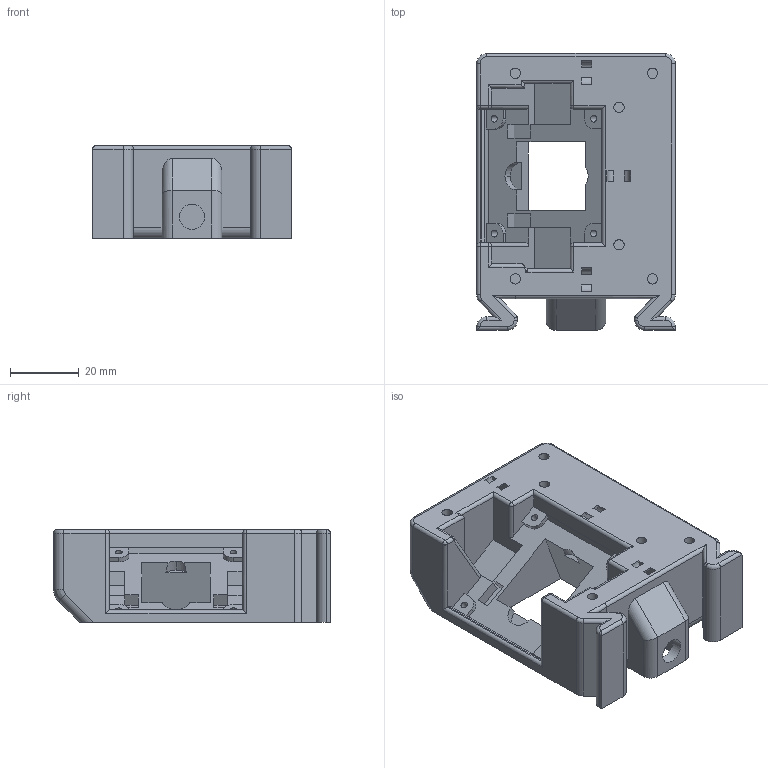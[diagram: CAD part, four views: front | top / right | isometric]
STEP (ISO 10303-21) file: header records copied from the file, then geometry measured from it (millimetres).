
FILE_DESCRIPTION(/* description */ (''),/* implementation_level */ '2;1');
FILE_NAME(/* name */ 'Camera Mount R2v2.step',/* time_stamp */ '2023-12-14T15:21:39-07:00',/* author */ (''),/* organization */ (''),/* preprocessor_version */ 'ST-DEVELOPER v20',/* originating_system */ 'Autodesk Translation Framework v12.14.0.127',/* authorisation */ '');
FILE_SCHEMA (('AUTOMOTIVE_DESIGN { 1 0 10303 214 3 1 1 }'));
Length unit declared in the file: millimetre
Products named in the file (1): Camera Mount
Bounding box: 57.98 x 80.77 x 27 mm (x, y, z)
Volume: 80073.4 mm3; surface area: 20436.1 mm2
Topology: 1 solids, 1 shells, 203 faces, 502 edges, 314 vertices
Faces by surface type: plane 97, cylinder 89, torus 8, sphere 6, bspline 3
Full cylindrical faces by diameter (mm): 2 x4, 2.5 x4, 3 x6, 7.35 x1
Entity records: 6116 total; most frequent: CARTESIAN_POINT 1119, DIRECTION 1066, ORIENTED_EDGE 1008, EDGE_CURVE 504, AXIS2_PLACEMENT_3D 367, LINE 332, VECTOR 332, VERTEX_POINT 316
